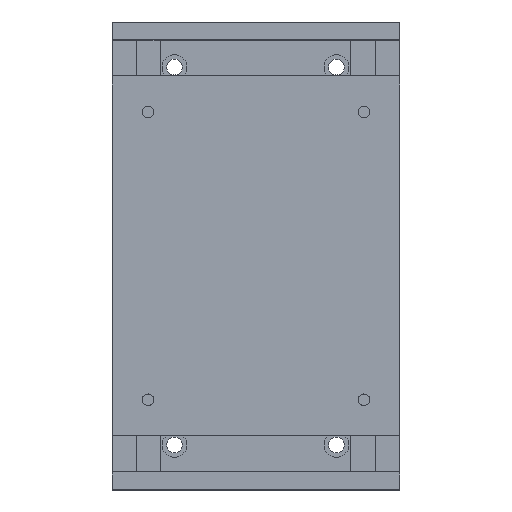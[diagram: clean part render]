
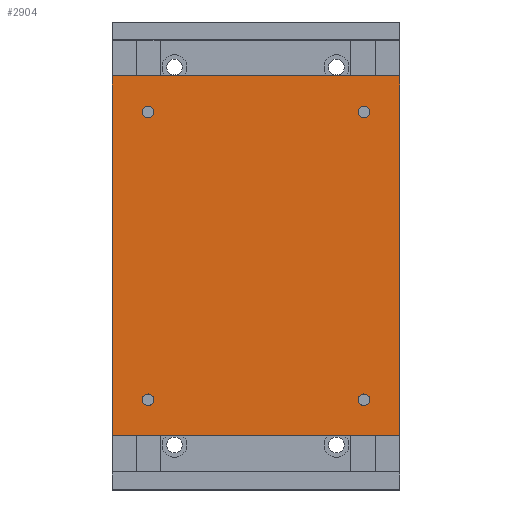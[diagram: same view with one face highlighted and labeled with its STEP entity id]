
A CAD part, top view. The second image highlights one B-rep face of the part: STEP entity #2904.
In plain terms, the highlighted planar face has unit normal (0, 0, 1).
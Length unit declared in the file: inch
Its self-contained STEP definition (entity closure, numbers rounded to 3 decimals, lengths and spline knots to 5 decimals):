
#2282=CARTESIAN_POINT('',(-1.418,-2.0,0.42885));
#2283=VERTEX_POINT('',#2282);
#2299=CARTESIAN_POINT('',(-1.582,-2.0,0.42885));
#2300=VERTEX_POINT('',#2299);
#2307=CARTESIAN_POINT('',(-1.5,-2.0,0.42885));
#2308=DIRECTION('',(0.0,0.0,-1.0));
#2309=DIRECTION('',(1.0,0.0,0.0));
#2310=AXIS2_PLACEMENT_3D('',#2307,#2308,#2309);
#2311=CIRCLE('',#2310,0.082);
#2312=EDGE_CURVE('',#2283,#2300,#2311,.T.);
#2345=CARTESIAN_POINT('',(1.582,2.0,0.42885));
#2346=VERTEX_POINT('',#2345);
#2362=CARTESIAN_POINT('',(1.418,2.0,0.42885));
#2363=VERTEX_POINT('',#2362);
#2370=CARTESIAN_POINT('',(1.5,2.0,0.42885));
#2371=DIRECTION('',(0.0,0.0,-1.0));
#2372=DIRECTION('',(1.0,0.0,0.0));
#2373=AXIS2_PLACEMENT_3D('',#2370,#2371,#2372);
#2374=CIRCLE('',#2373,0.082);
#2375=EDGE_CURVE('',#2346,#2363,#2374,.T.);
#2408=CARTESIAN_POINT('',(1.582,-2.0,0.42885));
#2409=VERTEX_POINT('',#2408);
#2425=CARTESIAN_POINT('',(1.418,-2.0,0.42885));
#2426=VERTEX_POINT('',#2425);
#2433=CARTESIAN_POINT('',(1.5,-2.0,0.42885));
#2434=DIRECTION('',(0.0,0.0,-1.0));
#2435=DIRECTION('',(1.0,0.0,0.0));
#2436=AXIS2_PLACEMENT_3D('',#2433,#2434,#2435);
#2437=CIRCLE('',#2436,0.082);
#2438=EDGE_CURVE('',#2409,#2426,#2437,.T.);
#2471=CARTESIAN_POINT('',(-1.418,2.0,0.42885));
#2472=VERTEX_POINT('',#2471);
#2488=CARTESIAN_POINT('',(-1.582,2.0,0.42885));
#2489=VERTEX_POINT('',#2488);
#2496=CARTESIAN_POINT('',(-1.5,2.0,0.42885));
#2497=DIRECTION('',(0.0,0.0,-1.0));
#2498=DIRECTION('',(1.0,0.0,0.0));
#2499=AXIS2_PLACEMENT_3D('',#2496,#2497,#2498);
#2500=CIRCLE('',#2499,0.082);
#2501=EDGE_CURVE('',#2472,#2489,#2500,.T.);
#2533=CARTESIAN_POINT('',(-1.5,2.0,0.42885));
#2534=DIRECTION('',(0.0,0.0,-1.0));
#2535=DIRECTION('',(1.0,0.0,0.0));
#2536=AXIS2_PLACEMENT_3D('',#2533,#2534,#2535);
#2537=CIRCLE('',#2536,0.082);
#2538=EDGE_CURVE('',#2489,#2472,#2537,.T.);
#2578=CARTESIAN_POINT('',(1.5,-2.0,0.42885));
#2579=DIRECTION('',(0.0,0.0,-1.0));
#2580=DIRECTION('',(1.0,0.0,0.0));
#2581=AXIS2_PLACEMENT_3D('',#2578,#2579,#2580);
#2582=CIRCLE('',#2581,0.082);
#2583=EDGE_CURVE('',#2426,#2409,#2582,.T.);
#2623=CARTESIAN_POINT('',(1.5,2.0,0.42885));
#2624=DIRECTION('',(0.0,0.0,-1.0));
#2625=DIRECTION('',(1.0,0.0,0.0));
#2626=AXIS2_PLACEMENT_3D('',#2623,#2624,#2625);
#2627=CIRCLE('',#2626,0.082);
#2628=EDGE_CURVE('',#2363,#2346,#2627,.T.);
#2668=CARTESIAN_POINT('',(-1.5,-2.0,0.42885));
#2669=DIRECTION('',(0.0,0.0,-1.0));
#2670=DIRECTION('',(1.0,0.0,0.0));
#2671=AXIS2_PLACEMENT_3D('',#2668,#2669,#2670);
#2672=CIRCLE('',#2671,0.082);
#2673=EDGE_CURVE('',#2300,#2283,#2672,.T.);
#2832=CARTESIAN_POINT('',(2.0,2.5,0.42885));
#2833=VERTEX_POINT('',#2832);
#2840=CARTESIAN_POINT('',(2.0,-2.5,0.42885));
#2841=VERTEX_POINT('',#2840);
#2842=CARTESIAN_POINT('',(2.0,-2.5,0.42885));
#2843=DIRECTION('',(0.0,1.0,0.0));
#2844=VECTOR('',#2843,5.0);
#2845=LINE('',#2842,#2844);
#2846=EDGE_CURVE('',#2841,#2833,#2845,.T.);
#2858=CARTESIAN_POINT('',(2.0,-2.5,0.42885));
#2859=DIRECTION('',(0.0,0.0,1.0));
#2860=DIRECTION('',(1.0,0.0,0.0));
#2861=AXIS2_PLACEMENT_3D('',#2858,#2859,#2860);
#2862=PLANE('',#2861);
#2863=CARTESIAN_POINT('',(-2.0,2.5,0.42885));
#2864=VERTEX_POINT('',#2863);
#2865=CARTESIAN_POINT('',(2.0,2.5,0.42885));
#2866=DIRECTION('',(-1.0,0.0,0.0));
#2867=VECTOR('',#2866,4.0);
#2868=LINE('',#2865,#2867);
#2869=EDGE_CURVE('',#2833,#2864,#2868,.T.);
#2870=ORIENTED_EDGE('',*,*,#2869,.T.);
#2871=CARTESIAN_POINT('',(-2.0,-2.5,0.42885));
#2872=VERTEX_POINT('',#2871);
#2873=CARTESIAN_POINT('',(-2.0,-2.5,0.42885));
#2874=DIRECTION('',(0.0,1.0,0.0));
#2875=VECTOR('',#2874,5.0);
#2876=LINE('',#2873,#2875);
#2877=EDGE_CURVE('',#2872,#2864,#2876,.T.);
#2878=ORIENTED_EDGE('',*,*,#2877,.F.);
#2879=CARTESIAN_POINT('',(2.0,-2.5,0.42885));
#2880=DIRECTION('',(-1.0,0.0,0.0));
#2881=VECTOR('',#2880,4.0);
#2882=LINE('',#2879,#2881);
#2883=EDGE_CURVE('',#2841,#2872,#2882,.T.);
#2884=ORIENTED_EDGE('',*,*,#2883,.F.);
#2885=ORIENTED_EDGE('',*,*,#2846,.T.);
#2886=EDGE_LOOP('',(#2870,#2878,#2884,#2885));
#2887=FACE_OUTER_BOUND('',#2886,.T.);
#2888=ORIENTED_EDGE('',*,*,#2501,.T.);
#2889=ORIENTED_EDGE('',*,*,#2538,.T.);
#2890=EDGE_LOOP('',(#2888,#2889));
#2891=FACE_BOUND('',#2890,.T.);
#2892=ORIENTED_EDGE('',*,*,#2438,.T.);
#2893=ORIENTED_EDGE('',*,*,#2583,.T.);
#2894=EDGE_LOOP('',(#2892,#2893));
#2895=FACE_BOUND('',#2894,.T.);
#2896=ORIENTED_EDGE('',*,*,#2375,.T.);
#2897=ORIENTED_EDGE('',*,*,#2628,.T.);
#2898=EDGE_LOOP('',(#2896,#2897));
#2899=FACE_BOUND('',#2898,.T.);
#2900=ORIENTED_EDGE('',*,*,#2312,.T.);
#2901=ORIENTED_EDGE('',*,*,#2673,.T.);
#2902=EDGE_LOOP('',(#2900,#2901));
#2903=FACE_BOUND('',#2902,.T.);
#2904=ADVANCED_FACE('',(#2887,#2891,#2895,#2899,#2903),#2862,.T.);
